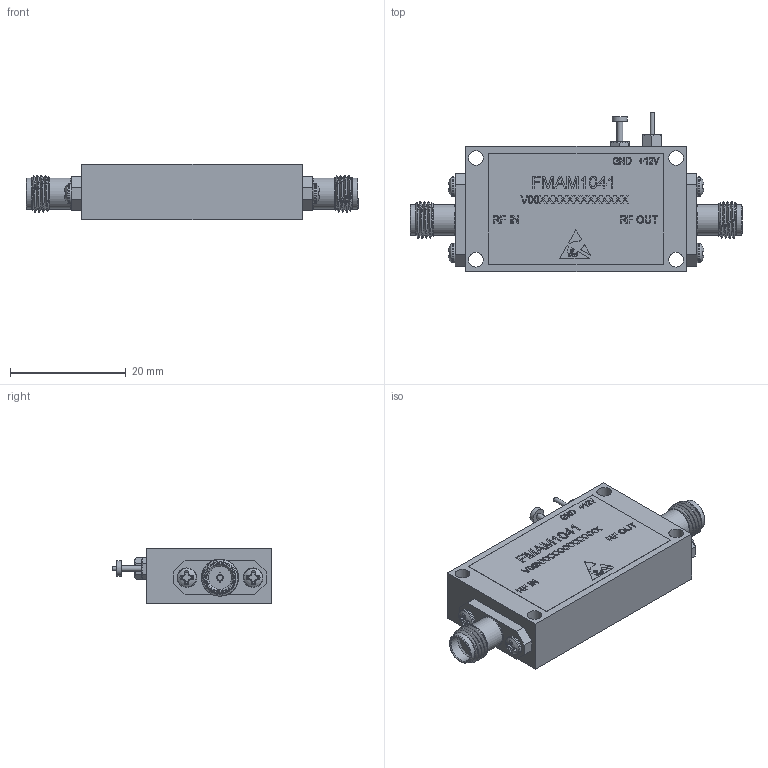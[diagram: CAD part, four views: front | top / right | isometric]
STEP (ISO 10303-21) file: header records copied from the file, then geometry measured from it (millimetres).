
FILE_DESCRIPTION (( 'STEP AP203' ), '1' );
FILE_NAME ('FMAM1041_3D.step', '2022-03-04T00:55:37', ( '' ), ( '' ), 'SwSTEP 2.0', 'SolidWorks 2021', '' );
FILE_SCHEMA (( 'CONFIG_CONTROL_DESIGN' ));
Length unit declared in the file: inch
Products named in the file (1): FMAM1041_3D
Bounding box: 57.25 x 27.43 x 9.58 mm (x, y, z)
Volume: 8305.4 mm3; surface area: 3966.5 mm2
Topology: 1 solids, 9 shells, 963 faces, 2554 edges, 1693 vertices
Faces by surface type: plane 613, bspline 178, cylinder 116, cone 42, torus 10, sphere 4
Full cylindrical faces by diameter (mm): 0.492 x2, 0.762 x1, 0.914 x4, 1.016 x1, 1.168 x4, 1.854 x4, 2.54 x4, 2.617 x1, 3.393 x4, 4.521 x2, 5.08 x2, 5.334 x4
Entity records: 43696 total; most frequent: CARTESIAN_POINT 21585, ORIENTED_EDGE 4964, DIRECTION 3706, EDGE_CURVE 2482, VERTEX_POINT 1674, LINE 1654, VECTOR 1654, EDGE_LOOP 1112
